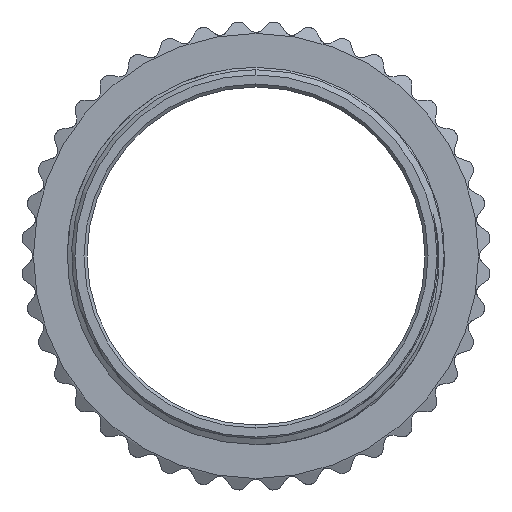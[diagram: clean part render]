
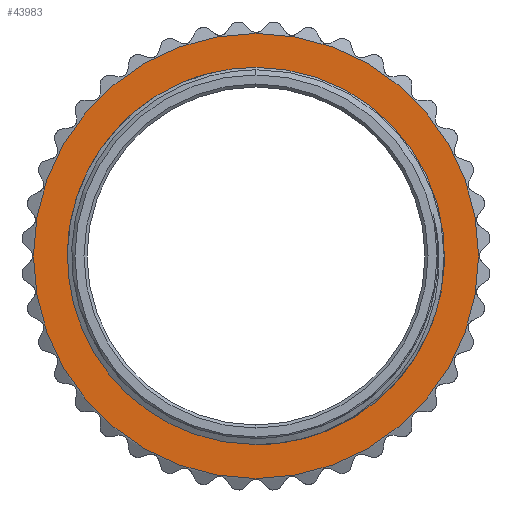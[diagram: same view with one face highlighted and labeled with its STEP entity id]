
A CAD part, left-side view. The second image highlights one B-rep face of the part: STEP entity #43983.
In plain terms, the highlighted face is planar.
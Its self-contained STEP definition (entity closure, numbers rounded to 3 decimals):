
#4871 = CYLINDRICAL_SURFACE('',#4872,12.);
#4872 = AXIS2_PLACEMENT_3D('',#4873,#4874,#4875);
#4873 = CARTESIAN_POINT('',(0.,6.5,0.));
#4874 = DIRECTION('',(0.,-1.,0.));
#4875 = DIRECTION('',(0.,0.,-1.));
#4891 = VERTEX_POINT('',#4892);
#4892 = CARTESIAN_POINT('',(0.,5.,12.));
#4906 = CYLINDRICAL_SURFACE('',#4907,12.);
#4907 = AXIS2_PLACEMENT_3D('',#4908,#4909,#4910);
#4908 = CARTESIAN_POINT('',(0.,6.5,0.));
#4909 = DIRECTION('',(0.,-1.,0.));
#4910 = DIRECTION('',(0.,0.,-1.));
#4918 = EDGE_CURVE('',#4891,#4919,#4921,.T.);
#4919 = VERTEX_POINT('',#4920);
#4920 = CARTESIAN_POINT('',(0.,5.,-12.));
#4921 = SURFACE_CURVE('',#4922,(#4927,#4934),.PCURVE_S1.);
#4922 = CIRCLE('',#4923,12.);
#4923 = AXIS2_PLACEMENT_3D('',#4924,#4925,#4926);
#4924 = CARTESIAN_POINT('',(0.,5.,0.));
#4925 = DIRECTION('',(0.,1.,0.));
#4926 = DIRECTION('',(0.,-0.,1.));
#4927 = PCURVE('',#4871,#4928);
#4928 = DEFINITIONAL_REPRESENTATION('',(#4929),#4933);
#4929 = LINE('',#4930,#4931);
#4930 = CARTESIAN_POINT('',(3.142,1.5));
#4931 = VECTOR('',#4932,1.);
#4932 = DIRECTION('',(-1.,0.));
#4933 = ( GEOMETRIC_REPRESENTATION_CONTEXT(2) 
PARAMETRIC_REPRESENTATION_CONTEXT() REPRESENTATION_CONTEXT('2D SPACE',''
  ) );
#4934 = PCURVE('',#4935,#4940);
#4935 = PLANE('',#4936);
#4936 = AXIS2_PLACEMENT_3D('',#4937,#4938,#4939);
#4937 = CARTESIAN_POINT('',(15.55,5.,0.));
#4938 = DIRECTION('',(0.,1.,0.));
#4939 = DIRECTION('',(0.,-0.,1.));
#4940 = DEFINITIONAL_REPRESENTATION('',(#4941),#4945);
#4941 = CIRCLE('',#4942,12.);
#4942 = AXIS2_PLACEMENT_2D('',#4943,#4944);
#4943 = CARTESIAN_POINT('',(0.,-15.55));
#4944 = DIRECTION('',(1.,0.));
#4945 = ( GEOMETRIC_REPRESENTATION_CONTEXT(2) 
PARAMETRIC_REPRESENTATION_CONTEXT() REPRESENTATION_CONTEXT('2D SPACE',''
  ) );
#5198 = EDGE_CURVE('',#5199,#5201,#5203,.T.);
#5199 = VERTEX_POINT('',#5200);
#5200 = CARTESIAN_POINT('',(0.,5.,-14.75));
#5201 = VERTEX_POINT('',#5202);
#5202 = CARTESIAN_POINT('',(0.,5.,14.75));
#5203 = SURFACE_CURVE('',#5204,(#5209,#5221),.PCURVE_S1.);
#5204 = CIRCLE('',#5205,14.75);
#5205 = AXIS2_PLACEMENT_3D('',#5206,#5207,#5208);
#5206 = CARTESIAN_POINT('',(0.,5.,0.));
#5207 = DIRECTION('',(0.,1.,0.));
#5208 = DIRECTION('',(0.,-0.,1.));
#5209 = PCURVE('',#5210,#5215);
#5210 = CONICAL_SURFACE('',#5211,14.75,1.047);
#5211 = AXIS2_PLACEMENT_3D('',#5212,#5213,#5214);
#5212 = CARTESIAN_POINT('',(0.,5.,0.));
#5213 = DIRECTION('',(0.,-1.,0.));
#5214 = DIRECTION('',(0.,0.,1.));
#5215 = DEFINITIONAL_REPRESENTATION('',(#5216),#5220);
#5216 = LINE('',#5217,#5218);
#5217 = CARTESIAN_POINT('',(6.283,0.));
#5218 = VECTOR('',#5219,1.);
#5219 = DIRECTION('',(-1.,0.));
#5220 = ( GEOMETRIC_REPRESENTATION_CONTEXT(2) 
PARAMETRIC_REPRESENTATION_CONTEXT() REPRESENTATION_CONTEXT('2D SPACE',''
  ) );
#5221 = PCURVE('',#4935,#5222);
#5222 = DEFINITIONAL_REPRESENTATION('',(#5223),#5227);
#5223 = CIRCLE('',#5224,14.75);
#5224 = AXIS2_PLACEMENT_2D('',#5225,#5226);
#5225 = CARTESIAN_POINT('',(0.,-15.55));
#5226 = DIRECTION('',(1.,0.));
#5227 = ( GEOMETRIC_REPRESENTATION_CONTEXT(2) 
PARAMETRIC_REPRESENTATION_CONTEXT() REPRESENTATION_CONTEXT('2D SPACE',''
  ) );
#5245 = CONICAL_SURFACE('',#5246,14.75,1.047);
#5246 = AXIS2_PLACEMENT_3D('',#5247,#5248,#5249);
#5247 = CARTESIAN_POINT('',(0.,5.,0.));
#5248 = DIRECTION('',(0.,-1.,0.));
#5249 = DIRECTION('',(0.,0.,1.));
#43983 = ADVANCED_FACE('',(#43984,#44009),#4935,.T.);
#43984 = FACE_BOUND('',#43985,.T.);
#43985 = EDGE_LOOP('',(#43986,#44008));
#43986 = ORIENTED_EDGE('',*,*,#43987,.T.);
#43987 = EDGE_CURVE('',#5201,#5199,#43988,.T.);
#43988 = SURFACE_CURVE('',#43989,(#43994,#44001),.PCURVE_S1.);
#43989 = CIRCLE('',#43990,14.75);
#43990 = AXIS2_PLACEMENT_3D('',#43991,#43992,#43993);
#43991 = CARTESIAN_POINT('',(0.,5.,0.));
#43992 = DIRECTION('',(0.,1.,0.));
#43993 = DIRECTION('',(0.,-0.,1.));
#43994 = PCURVE('',#4935,#43995);
#43995 = DEFINITIONAL_REPRESENTATION('',(#43996),#44000);
#43996 = CIRCLE('',#43997,14.75);
#43997 = AXIS2_PLACEMENT_2D('',#43998,#43999);
#43998 = CARTESIAN_POINT('',(0.,-15.55));
#43999 = DIRECTION('',(1.,0.));
#44000 = ( GEOMETRIC_REPRESENTATION_CONTEXT(2) 
PARAMETRIC_REPRESENTATION_CONTEXT() REPRESENTATION_CONTEXT('2D SPACE',''
  ) );
#44001 = PCURVE('',#5245,#44002);
#44002 = DEFINITIONAL_REPRESENTATION('',(#44003),#44007);
#44003 = LINE('',#44004,#44005);
#44004 = CARTESIAN_POINT('',(6.283,0.));
#44005 = VECTOR('',#44006,1.);
#44006 = DIRECTION('',(-1.,0.));
#44007 = ( GEOMETRIC_REPRESENTATION_CONTEXT(2) 
PARAMETRIC_REPRESENTATION_CONTEXT() REPRESENTATION_CONTEXT('2D SPACE',''
  ) );
#44008 = ORIENTED_EDGE('',*,*,#5198,.T.);
#44009 = FACE_BOUND('',#44010,.T.);
#44010 = EDGE_LOOP('',(#44011,#44033));
#44011 = ORIENTED_EDGE('',*,*,#44012,.F.);
#44012 = EDGE_CURVE('',#4919,#4891,#44013,.T.);
#44013 = SURFACE_CURVE('',#44014,(#44019,#44026),.PCURVE_S1.);
#44014 = CIRCLE('',#44015,12.);
#44015 = AXIS2_PLACEMENT_3D('',#44016,#44017,#44018);
#44016 = CARTESIAN_POINT('',(0.,5.,0.));
#44017 = DIRECTION('',(0.,1.,0.));
#44018 = DIRECTION('',(0.,-0.,1.));
#44019 = PCURVE('',#4935,#44020);
#44020 = DEFINITIONAL_REPRESENTATION('',(#44021),#44025);
#44021 = CIRCLE('',#44022,12.);
#44022 = AXIS2_PLACEMENT_2D('',#44023,#44024);
#44023 = CARTESIAN_POINT('',(0.,-15.55));
#44024 = DIRECTION('',(1.,0.));
#44025 = ( GEOMETRIC_REPRESENTATION_CONTEXT(2) 
PARAMETRIC_REPRESENTATION_CONTEXT() REPRESENTATION_CONTEXT('2D SPACE',''
  ) );
#44026 = PCURVE('',#4906,#44027);
#44027 = DEFINITIONAL_REPRESENTATION('',(#44028),#44032);
#44028 = LINE('',#44029,#44030);
#44029 = CARTESIAN_POINT('',(9.425,1.5));
#44030 = VECTOR('',#44031,1.);
#44031 = DIRECTION('',(-1.,0.));
#44032 = ( GEOMETRIC_REPRESENTATION_CONTEXT(2) 
PARAMETRIC_REPRESENTATION_CONTEXT() REPRESENTATION_CONTEXT('2D SPACE',''
  ) );
#44033 = ORIENTED_EDGE('',*,*,#4918,.F.);
